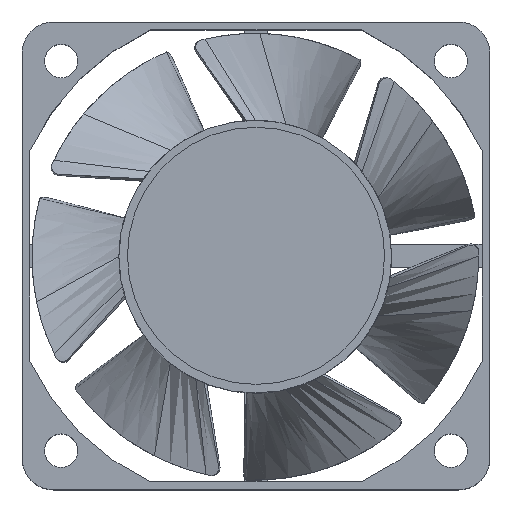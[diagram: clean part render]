
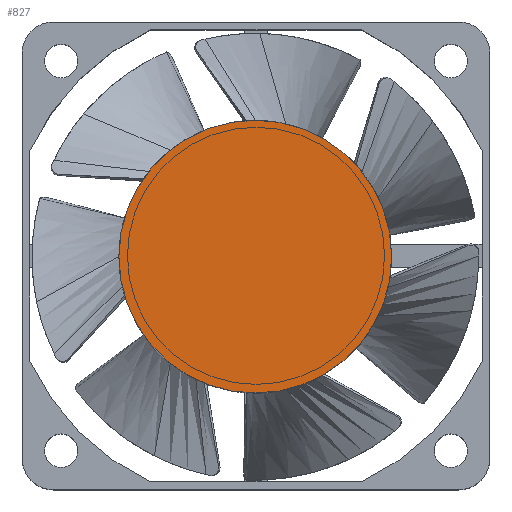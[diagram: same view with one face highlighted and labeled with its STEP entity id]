
A CAD part, top view. The second image highlights one B-rep face of the part: STEP entity #827.
In plain terms, the highlighted planar face has unit normal (0, 0, 1).
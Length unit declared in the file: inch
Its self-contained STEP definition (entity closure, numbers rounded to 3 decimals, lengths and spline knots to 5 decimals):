
#130 = CARTESIAN_POINT ( 'NONE',  ( -0.69256, -0.00425, 0.49224 ) ) ;
#339 = DIRECTION ( 'NONE',  ( 0., 0., -1. ) ) ;
#645 = EDGE_CURVE ( 'NONE', #699, #4382, #3025, .T. ) ;
#699 = VERTEX_POINT ( 'NONE', #8076 ) ;
#827 = ADVANCED_FACE ( 'NONE', ( #7613 ), #9470, .F. ) ;
#1316 = CARTESIAN_POINT ( 'NONE',  ( -0.00358, -0.00425, 0.49224 ) ) ;
#2706 = CIRCLE ( 'NONE', #4808, 0.68898 ) ;
#3025 = CIRCLE ( 'NONE', #8236, 0.68898 ) ;
#3592 = DIRECTION ( 'NONE',  ( -1., 0., 0. ) ) ;
#4382 = VERTEX_POINT ( 'NONE', #130 ) ;
#4432 = DIRECTION ( 'NONE',  ( -1., 0., 0. ) ) ;
#4470 = DIRECTION ( 'NONE',  ( 0., 0., -1. ) ) ;
#4655 = DIRECTION ( 'NONE',  ( -1., 0., 0. ) ) ;
#4808 = AXIS2_PLACEMENT_3D ( 'NONE', #5804, #5754, #4432 ) ;
#5754 = DIRECTION ( 'NONE',  ( 0., 0., -1. ) ) ;
#5804 = CARTESIAN_POINT ( 'NONE',  ( -0.00358, -0.00425, 0.49224 ) ) ;
#6292 = EDGE_CURVE ( 'NONE', #4382, #699, #2706, .T. ) ;
#6319 = ORIENTED_EDGE ( 'NONE', *, *, #645, .F. ) ;
#7418 = EDGE_LOOP ( 'NONE', ( #10120, #6319 ) ) ;
#7613 = FACE_OUTER_BOUND ( 'NONE', #7418, .T. ) ;
#8076 = CARTESIAN_POINT ( 'NONE',  ( 0.68539, -0.00425, 0.49224 ) ) ;
#8236 = AXIS2_PLACEMENT_3D ( 'NONE', #1316, #339, #4655 ) ;
#8604 = CARTESIAN_POINT ( 'NONE',  ( -0.00358, -0.00425, 0.49224 ) ) ;
#9288 = AXIS2_PLACEMENT_3D ( 'NONE', #8604, #4470, #3592 ) ;
#9470 = PLANE ( 'NONE',  #9288 ) ;
#10120 = ORIENTED_EDGE ( 'NONE', *, *, #6292, .F. ) ;
